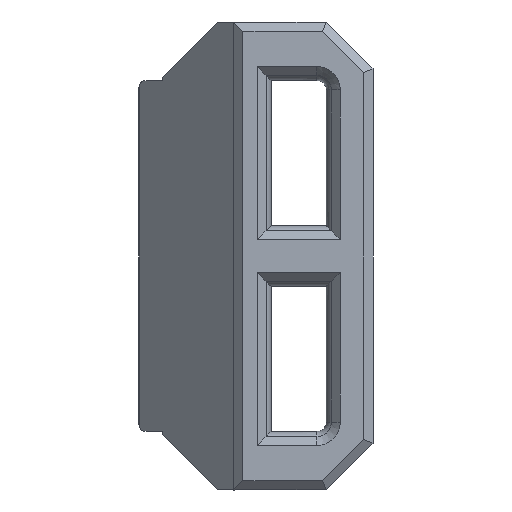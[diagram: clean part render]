
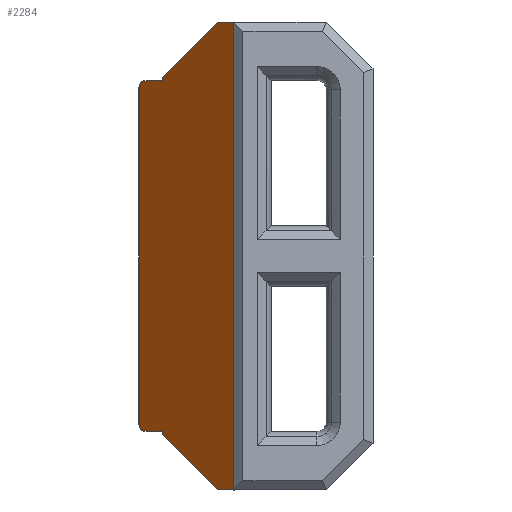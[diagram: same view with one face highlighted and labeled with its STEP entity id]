
A CAD part, left-side view. The second image highlights one B-rep face of the part: STEP entity #2284.
In plain terms, the highlighted planar face has unit normal (-0.707, 0.707, 0).
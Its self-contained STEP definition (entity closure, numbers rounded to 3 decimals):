
#42=ELLIPSE('',#2464,0.424,0.3);
#43=ELLIPSE('',#2465,0.424,0.3);
#258=FACE_OUTER_BOUND('',#403,.T.);
#403=EDGE_LOOP('',(#1632,#1633,#1634,#1635,#1636,#1637,#1638,#1639,#1640,
#1641,#1642,#1643));
#552=LINE('',#3491,#768);
#579=LINE('',#3573,#795);
#587=LINE('',#3591,#803);
#588=LINE('',#3593,#804);
#589=LINE('',#3595,#805);
#590=LINE('',#3597,#806);
#591=LINE('',#3601,#807);
#592=LINE('',#3605,#808);
#593=LINE('',#3607,#809);
#594=LINE('',#3608,#810);
#768=VECTOR('',#2743,10.);
#795=VECTOR('',#2816,10.);
#803=VECTOR('',#2834,10.);
#804=VECTOR('',#2835,10.);
#805=VECTOR('',#2836,10.);
#806=VECTOR('',#2837,10.);
#807=VECTOR('',#2840,10.);
#808=VECTOR('',#2843,10.);
#809=VECTOR('',#2844,10.);
#810=VECTOR('',#2845,10.);
#983=VERTEX_POINT('',#3488);
#984=VERTEX_POINT('',#3490);
#1009=VERTEX_POINT('',#3570);
#1010=VERTEX_POINT('',#3572);
#1016=VERTEX_POINT('',#3592);
#1017=VERTEX_POINT('',#3594);
#1018=VERTEX_POINT('',#3596);
#1019=VERTEX_POINT('',#3598);
#1020=VERTEX_POINT('',#3600);
#1021=VERTEX_POINT('',#3602);
#1022=VERTEX_POINT('',#3604);
#1023=VERTEX_POINT('',#3606);
#1195=EDGE_CURVE('',#983,#984,#552,.T.);
#1233=EDGE_CURVE('',#1009,#1010,#579,.T.);
#1242=EDGE_CURVE('',#1010,#983,#587,.T.);
#1243=EDGE_CURVE('',#1016,#1009,#588,.F.);
#1244=EDGE_CURVE('',#1017,#1016,#589,.T.);
#1245=EDGE_CURVE('',#1018,#1017,#590,.T.);
#1246=EDGE_CURVE('',#1019,#1018,#42,.T.);
#1247=EDGE_CURVE('',#1020,#1019,#591,.T.);
#1248=EDGE_CURVE('',#1021,#1020,#43,.T.);
#1249=EDGE_CURVE('',#1022,#1021,#592,.T.);
#1250=EDGE_CURVE('',#1023,#1022,#593,.T.);
#1251=EDGE_CURVE('',#984,#1023,#594,.F.);
#1632=ORIENTED_EDGE('',*,*,#1195,.F.);
#1633=ORIENTED_EDGE('',*,*,#1242,.F.);
#1634=ORIENTED_EDGE('',*,*,#1233,.F.);
#1635=ORIENTED_EDGE('',*,*,#1243,.F.);
#1636=ORIENTED_EDGE('',*,*,#1244,.F.);
#1637=ORIENTED_EDGE('',*,*,#1245,.F.);
#1638=ORIENTED_EDGE('',*,*,#1246,.F.);
#1639=ORIENTED_EDGE('',*,*,#1247,.F.);
#1640=ORIENTED_EDGE('',*,*,#1248,.F.);
#1641=ORIENTED_EDGE('',*,*,#1249,.F.);
#1642=ORIENTED_EDGE('',*,*,#1250,.F.);
#1643=ORIENTED_EDGE('',*,*,#1251,.F.);
#2209=PLANE('',#2463);
#2284=ADVANCED_FACE('',(#258),#2209,.F.);
#2463=AXIS2_PLACEMENT_3D('',#3590,#2832,#2833);
#2464=AXIS2_PLACEMENT_3D('',#3599,#2838,#2839);
#2465=AXIS2_PLACEMENT_3D('',#3603,#2841,#2842);
#2743=DIRECTION('',(0.707,0.707,0.));
#2816=DIRECTION('',(-0.707,-0.707,0.));
#2832=DIRECTION('center_axis',(0.707,-0.707,0.));
#2833=DIRECTION('ref_axis',(-0.707,-0.707,0.));
#2834=DIRECTION('',(0.,0.,-1.));
#2835=DIRECTION('',(0.577,0.577,-0.577));
#2836=DIRECTION('',(0.,0.,1.));
#2837=DIRECTION('',(-0.707,-0.707,0.));
#2838=DIRECTION('center_axis',(0.707,-0.707,0.));
#2839=DIRECTION('ref_axis',(0.707,0.707,0.));
#2840=DIRECTION('',(0.,0.,1.));
#2841=DIRECTION('center_axis',(0.707,-0.707,0.));
#2842=DIRECTION('ref_axis',(0.707,0.707,0.));
#2843=DIRECTION('',(0.707,0.707,0.));
#2844=DIRECTION('',(0.,0.,1.));
#2845=DIRECTION('',(-0.577,-0.577,-0.577));
#3488=CARTESIAN_POINT('',(-6.806,0.458,-10.));
#3490=CARTESIAN_POINT('',(-6.103,1.162,-10.));
#3491=CARTESIAN_POINT('',(-4.823,2.441,-10.));
#3570=CARTESIAN_POINT('',(-6.103,1.162,10.));
#3572=CARTESIAN_POINT('',(-6.806,0.458,10.));
#3573=CARTESIAN_POINT('',(-4.823,2.441,10.));
#3590=CARTESIAN_POINT('Origin',(-2.764,4.5,10.));
#3591=CARTESIAN_POINT('',(-6.806,0.458,10.));
#3592=CARTESIAN_POINT('',(-3.75,3.514,7.647));
#3593=CARTESIAN_POINT('',(-3.604,3.66,7.501));
#3594=CARTESIAN_POINT('',(-3.75,3.514,7.5));
#3595=CARTESIAN_POINT('',(-3.75,3.514,5.));
#3596=CARTESIAN_POINT('',(-3.064,4.2,7.5));
#3597=CARTESIAN_POINT('',(-3.886,3.379,7.5));
#3598=CARTESIAN_POINT('',(-2.764,4.5,7.2));
#3599=CARTESIAN_POINT('Origin',(-3.064,4.2,7.2));
#3600=CARTESIAN_POINT('',(-2.764,4.5,-7.2));
#3601=CARTESIAN_POINT('',(-2.764,4.5,5.));
#3602=CARTESIAN_POINT('',(-3.064,4.2,-7.5));
#3603=CARTESIAN_POINT('Origin',(-3.064,4.2,-7.2));
#3604=CARTESIAN_POINT('',(-3.75,3.514,-7.5));
#3605=CARTESIAN_POINT('',(-3.886,3.379,-7.5));
#3606=CARTESIAN_POINT('',(-3.75,3.514,-7.647));
#3607=CARTESIAN_POINT('',(-3.75,3.514,5.));
#3608=CARTESIAN_POINT('',(-0.27,6.994,-4.168));
